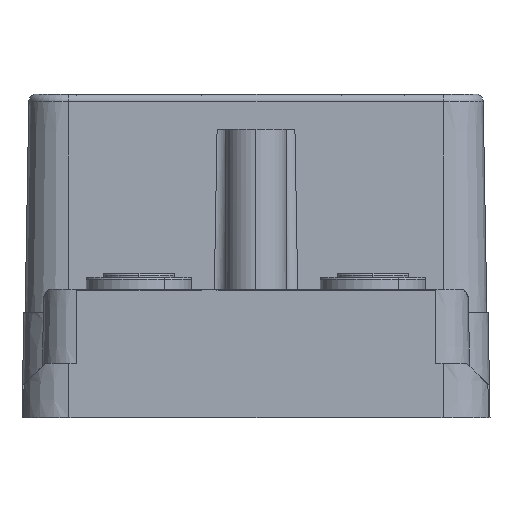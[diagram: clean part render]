
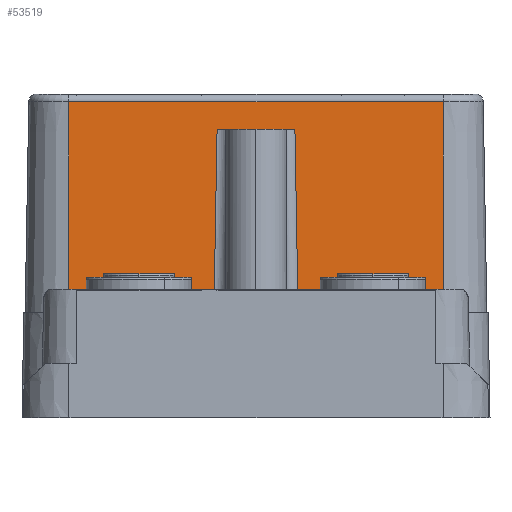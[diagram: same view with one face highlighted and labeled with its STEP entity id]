
A CAD part, front view. The second image highlights one B-rep face of the part: STEP entity #53519.
In plain terms, the highlighted planar face has unit normal (0, -1, 0.018).
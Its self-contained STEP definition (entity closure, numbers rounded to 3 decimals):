
#53462=AXIS2_PLACEMENT_3D('Plane Axis2P3D',#53459,#53460,#53461) ;
#52430=CARTESIAN_POINT('Vertex',(54.,80.6,13.5)) ;
#52433=CARTESIAN_POINT('Line Origine',(44.7,80.6,13.5)) ;
#52437=CARTESIAN_POINT('Vertex',(35.4,80.6,13.5)) ;
#52503=CARTESIAN_POINT('Vertex',(24.6,80.6,13.5)) ;
#52506=CARTESIAN_POINT('Line Origine',(15.3,80.6,13.5)) ;
#52510=CARTESIAN_POINT('Vertex',(6.,80.6,13.5)) ;
#53440=CARTESIAN_POINT('Line Origine',(54.,80.844,27.5)) ;
#53444=CARTESIAN_POINT('Vertex',(54.,81.072,40.517)) ;
#53459=CARTESIAN_POINT('Axis2P3D Location',(59.6,80.6,13.5)) ;
#53464=CARTESIAN_POINT('Line Origine',(30.,81.072,40.517)) ;
#53468=CARTESIAN_POINT('Vertex',(6.,81.072,40.517)) ;
#53471=CARTESIAN_POINT('Line Origine',(6.,80.844,27.5)) ;
#53477=CARTESIAN_POINT('Control Point',(25.01,81.01,37.)) ;
#53478=CARTESIAN_POINT('Control Point',(24.6,80.6,13.5)) ;
#53479=CARTESIAN_POINT('Vertex',(25.01,81.01,37.)) ;
#53482=CARTESIAN_POINT('Line Origine',(30.,81.01,37.)) ;
#53486=CARTESIAN_POINT('Vertex',(26.51,81.01,37.)) ;
#53489=CARTESIAN_POINT('Line Origine',(30.,81.01,37.)) ;
#53493=CARTESIAN_POINT('Vertex',(33.49,81.01,37.)) ;
#53496=CARTESIAN_POINT('Line Origine',(30.,81.01,37.)) ;
#53500=CARTESIAN_POINT('Vertex',(34.99,81.01,37.)) ;
#53504=CARTESIAN_POINT('Control Point',(34.99,81.01,37.)) ;
#53505=CARTESIAN_POINT('Control Point',(35.4,80.6,13.5)) ;
#52434=DIRECTION('Vector Direction',(-1.,0.,0.)) ;
#52507=DIRECTION('Vector Direction',(-1.,0.,0.)) ;
#53441=DIRECTION('Vector Direction',(0.,-0.017,-1.)) ;
#53460=DIRECTION('Axis2P3D Direction',(0.,-1.,0.017)) ;
#53461=DIRECTION('Axis2P3D XDirection',(-1.,0.,0.)) ;
#53465=DIRECTION('Vector Direction',(-1.,0.,0.)) ;
#53472=DIRECTION('Vector Direction',(0.,-0.017,-1.)) ;
#53483=DIRECTION('Vector Direction',(-1.,0.,0.)) ;
#53490=DIRECTION('Vector Direction',(-1.,0.,0.)) ;
#53497=DIRECTION('Vector Direction',(-1.,0.,0.)) ;
#52435=VECTOR('Line Direction',#52434,1.) ;
#52508=VECTOR('Line Direction',#52507,1.) ;
#53442=VECTOR('Line Direction',#53441,1.) ;
#53466=VECTOR('Line Direction',#53465,1.) ;
#53473=VECTOR('Line Direction',#53472,1.) ;
#53484=VECTOR('Line Direction',#53483,1.) ;
#53491=VECTOR('Line Direction',#53490,1.) ;
#53498=VECTOR('Line Direction',#53497,1.) ;
#53508=ORIENTED_EDGE('',*,*,#52439,.F.) ;
#53509=ORIENTED_EDGE('',*,*,#53446,.T.) ;
#53510=ORIENTED_EDGE('',*,*,#53470,.F.) ;
#53511=ORIENTED_EDGE('',*,*,#53475,.F.) ;
#53512=ORIENTED_EDGE('',*,*,#52512,.F.) ;
#53513=ORIENTED_EDGE('',*,*,#53481,.F.) ;
#53514=ORIENTED_EDGE('',*,*,#53488,.T.) ;
#53515=ORIENTED_EDGE('',*,*,#53495,.T.) ;
#53516=ORIENTED_EDGE('',*,*,#53502,.T.) ;
#53517=ORIENTED_EDGE('',*,*,#53506,.T.) ;
#53519=ADVANCED_FACE('333093.1\\Haube.1\\Haube',(#53518),#53463,.T.) ;
#53476=B_SPLINE_CURVE_WITH_KNOTS('',1,(#53477,#53478),.UNSPECIFIED.,.F.,.U.,(2,2),(-9.994,13.513),.UNSPECIFIED.) ;
#53503=B_SPLINE_CURVE_WITH_KNOTS('',1,(#53504,#53505),.UNSPECIFIED.,.F.,.U.,(2,2),(-9.994,13.513),.UNSPECIFIED.) ;
#52439=EDGE_CURVE('',#52431,#52438,#52436,.T.) ;
#52512=EDGE_CURVE('',#52504,#52511,#52509,.T.) ;
#53446=EDGE_CURVE('',#52431,#53445,#53443,.F.) ;
#53470=EDGE_CURVE('',#53469,#53445,#53467,.F.) ;
#53475=EDGE_CURVE('',#52511,#53469,#53474,.F.) ;
#53481=EDGE_CURVE('',#53480,#52504,#53476,.T.) ;
#53488=EDGE_CURVE('',#53480,#53487,#53485,.F.) ;
#53495=EDGE_CURVE('',#53487,#53494,#53492,.F.) ;
#53502=EDGE_CURVE('',#53494,#53501,#53499,.F.) ;
#53506=EDGE_CURVE('',#53501,#52438,#53503,.T.) ;
#53507=EDGE_LOOP('',(#53508,#53509,#53510,#53511,#53512,#53513,#53514,#53515,#53516,#53517)) ;
#53518=FACE_OUTER_BOUND('',#53507,.T.) ;
#52436=LINE('Line',#52433,#52435) ;
#52509=LINE('Line',#52506,#52508) ;
#53443=LINE('Line',#53440,#53442) ;
#53467=LINE('Line',#53464,#53466) ;
#53474=LINE('Line',#53471,#53473) ;
#53485=LINE('Line',#53482,#53484) ;
#53492=LINE('Line',#53489,#53491) ;
#53499=LINE('Line',#53496,#53498) ;
#53463=PLANE('',#53462) ;
#52431=VERTEX_POINT('',#52430) ;
#52438=VERTEX_POINT('',#52437) ;
#52504=VERTEX_POINT('',#52503) ;
#52511=VERTEX_POINT('',#52510) ;
#53445=VERTEX_POINT('',#53444) ;
#53469=VERTEX_POINT('',#53468) ;
#53480=VERTEX_POINT('',#53479) ;
#53487=VERTEX_POINT('',#53486) ;
#53494=VERTEX_POINT('',#53493) ;
#53501=VERTEX_POINT('',#53500) ;
